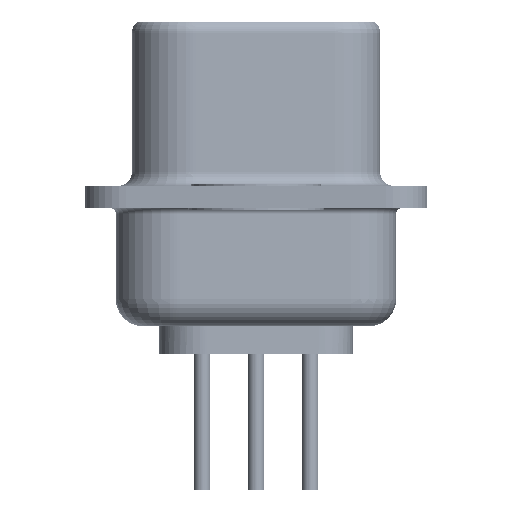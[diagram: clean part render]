
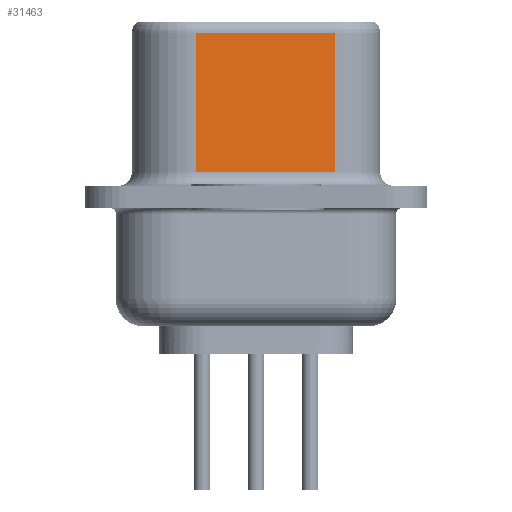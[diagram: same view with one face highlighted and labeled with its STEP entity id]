
A CAD part, left-side view. The second image highlights one B-rep face of the part: STEP entity #31463.
In plain terms, the highlighted planar face has unit normal (-0.985, -0.174, 0).
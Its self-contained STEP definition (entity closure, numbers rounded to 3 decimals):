
#112 = LINE ( 'NONE', #18794, #30241 ) ;
#965 = EDGE_LOOP ( 'NONE', ( #23158, #30169, #15607, #22788 ) ) ;
#1668 = AXIS2_PLACEMENT_3D ( 'NONE', #28551, #14117, #25987 ) ;
#2205 = LINE ( 'NONE', #12063, #23830 ) ;
#3192 = EDGE_CURVE ( 'NONE', #3952, #21608, #112, .T. ) ;
#3952 = VERTEX_POINT ( 'NONE', #8176 ) ;
#3958 = VECTOR ( 'NONE', #15649, 1000. ) ;
#4169 = CARTESIAN_POINT ( 'NONE',  ( 3.62, 2.203, 6. ) ) ;
#4385 = FACE_OUTER_BOUND ( 'NONE', #965, .T. ) ;
#4841 = VECTOR ( 'NONE', #10953, 1000. ) ;
#6033 = CARTESIAN_POINT ( 'NONE',  ( 4.52, -2.897, 6.5 ) ) ;
#7358 = CARTESIAN_POINT ( 'NONE',  ( 4.52, -2.897, 6. ) ) ;
#8176 = CARTESIAN_POINT ( 'NONE',  ( 3.62, 2.203, 0.9 ) ) ;
#8531 = EDGE_CURVE ( 'NONE', #12945, #3952, #13721, .T. ) ;
#10493 = LINE ( 'NONE', #6033, #4841 ) ;
#10953 = DIRECTION ( 'NONE',  ( 0., 0., -1. ) ) ;
#11739 = CARTESIAN_POINT ( 'NONE',  ( 4.52, -2.897, 0.9 ) ) ;
#12063 = CARTESIAN_POINT ( 'NONE',  ( 4.52, -2.897, 6. ) ) ;
#12945 = VERTEX_POINT ( 'NONE', #4169 ) ;
#13721 = LINE ( 'NONE', #23491, #3958 ) ;
#13949 = VERTEX_POINT ( 'NONE', #7358 ) ;
#14117 = DIRECTION ( 'NONE',  ( 0.985, 0.174, 0. ) ) ;
#15607 = ORIENTED_EDGE ( 'NONE', *, *, #8531, .T. ) ;
#15649 = DIRECTION ( 'NONE',  ( 0., 0., -1. ) ) ;
#16052 = EDGE_CURVE ( 'NONE', #13949, #12945, #2205, .T. ) ;
#16212 = PLANE ( 'NONE',  #1668 ) ;
#18794 = CARTESIAN_POINT ( 'NONE',  ( 4.52, -2.897, 0.9 ) ) ;
#21608 = VERTEX_POINT ( 'NONE', #11739 ) ;
#22788 = ORIENTED_EDGE ( 'NONE', *, *, #3192, .T. ) ;
#23158 = ORIENTED_EDGE ( 'NONE', *, *, #25699, .F. ) ;
#23491 = CARTESIAN_POINT ( 'NONE',  ( 3.62, 2.203, 6.5 ) ) ;
#23830 = VECTOR ( 'NONE', #29376, 1000. ) ;
#25699 = EDGE_CURVE ( 'NONE', #13949, #21608, #10493, .T. ) ;
#25987 = DIRECTION ( 'NONE',  ( -0.174, 0.985, 0. ) ) ;
#26327 = DIRECTION ( 'NONE',  ( 0.174, -0.985, 0. ) ) ;
#28551 = CARTESIAN_POINT ( 'NONE',  ( 4.52, -2.897, 6.5 ) ) ;
#29376 = DIRECTION ( 'NONE',  ( -0.174, 0.985, 0. ) ) ;
#30169 = ORIENTED_EDGE ( 'NONE', *, *, #16052, .T. ) ;
#30241 = VECTOR ( 'NONE', #26327, 1000. ) ;
#31463 = ADVANCED_FACE ( 'NONE', ( #4385 ), #16212, .F. ) ;
